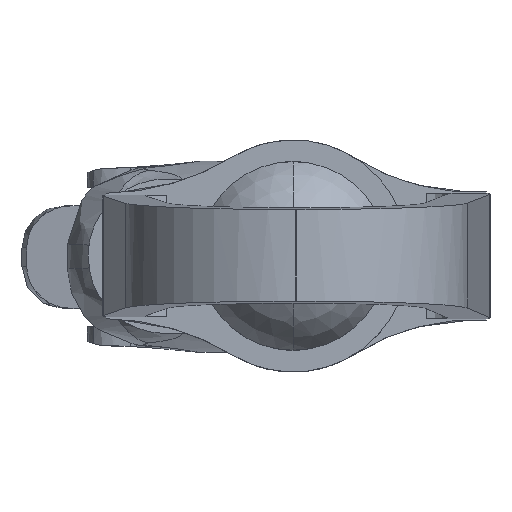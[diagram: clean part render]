
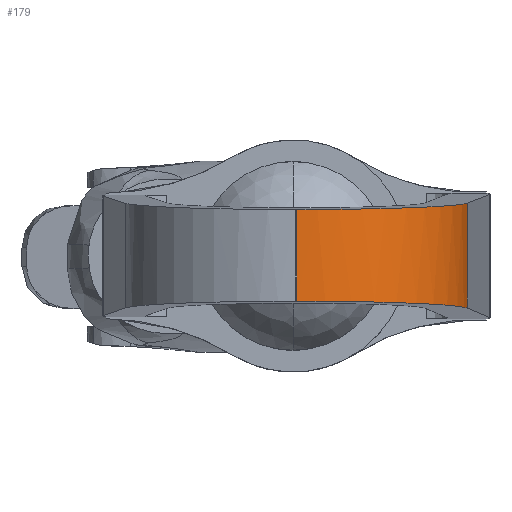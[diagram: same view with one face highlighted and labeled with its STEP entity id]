
A CAD part, top view. The second image highlights one B-rep face of the part: STEP entity #179.
In plain terms, the highlighted cylindrical face has radius 10.222 mm (diameter 20.444 mm), a partial arc.
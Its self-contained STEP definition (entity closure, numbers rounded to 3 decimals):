
#179=ADVANCED_FACE('',(#614),#613,.T.);
#613=CYLINDRICAL_SURFACE('',#2210,10.222);
#614=FACE_OUTER_BOUND('',#2211,.T.);
#2207=CARTESIAN_POINT('',(0.195,-996.163,15.484));
#2208=DIRECTION('',(0.,-1.,0.));
#2209=DIRECTION('',(0.,0.,-1.));
#2210=AXIS2_PLACEMENT_3D('',#2207,#2208,#2209);
#2211=EDGE_LOOP('',(#4159,#4160,#4161,#4162));
#4159=ORIENTED_EDGE('',*,*,#4922,.T.);
#4160=ORIENTED_EDGE('',*,*,#4901,.T.);
#4161=ORIENTED_EDGE('',*,*,#4915,.T.);
#4162=ORIENTED_EDGE('',*,*,#4906,.T.);
#4901=EDGE_CURVE('',#5700,#5693,#5701,.T.);
#4906=EDGE_CURVE('',#5734,#5727,#5735,.T.);
#4915=EDGE_CURVE('',#5693,#5734,#5795,.T.);
#4922=EDGE_CURVE('',#5727,#5700,#5837,.T.);
#5693=VERTEX_POINT('',#8408);
#5700=VERTEX_POINT('',#8412);
#5701=(BOUNDED_CURVE() B_SPLINE_CURVE(2,(#8413,#8414,#8415),.UNSPECIFIED.,.F.,.F.) B_SPLINE_CURVE_WITH_KNOTS((3,3),(1.678,3.14),.UNSPECIFIED.) CURVE() GEOMETRIC_REPRESENTATION_ITEM() RATIONAL_B_SPLINE_CURVE((1.,0.744,1.)) REPRESENTATION_ITEM('') );
#5727=VERTEX_POINT('',#8429);
#5734=VERTEX_POINT('',#8433);
#5735=(BOUNDED_CURVE() B_SPLINE_CURVE(2,(#8434,#8435,#8436),.UNSPECIFIED.,.F.,.F.) B_SPLINE_CURVE_WITH_KNOTS((3,3),(0.002,1.464),.UNSPECIFIED.) CURVE() GEOMETRIC_REPRESENTATION_ITEM() RATIONAL_B_SPLINE_CURVE((1.,0.744,1.)) REPRESENTATION_ITEM('') );
#5795=LINE('',#8471,#8472);
#5837=LINE('',#8499,#8500);
#8408=CARTESIAN_POINT('',(0.214,2.724,25.706));
#8412=CARTESIAN_POINT('',(10.359,3.12,16.574));
#8413=CARTESIAN_POINT('',(10.359,3.12,16.574));
#8414=CARTESIAN_POINT('',(9.382,2.725,25.689));
#8415=CARTESIAN_POINT('',(0.214,2.724,25.706));
#8429=CARTESIAN_POINT('',(10.359,-3.12,16.574));
#8433=CARTESIAN_POINT('',(0.214,-2.724,25.706));
#8434=CARTESIAN_POINT('',(0.214,-2.724,25.706));
#8435=CARTESIAN_POINT('',(9.382,-2.725,25.689));
#8436=CARTESIAN_POINT('',(10.359,-3.12,16.574));
#8471=CARTESIAN_POINT('',(0.214,2.724,25.706));
#8472=VECTOR('',#8473,5.448);
#8473=DIRECTION('',(0.,-1.,0.));
#8499=CARTESIAN_POINT('',(10.359,-3.12,16.574));
#8500=VECTOR('',#8501,6.239);
#8501=DIRECTION('',(0.,1.,0.));
